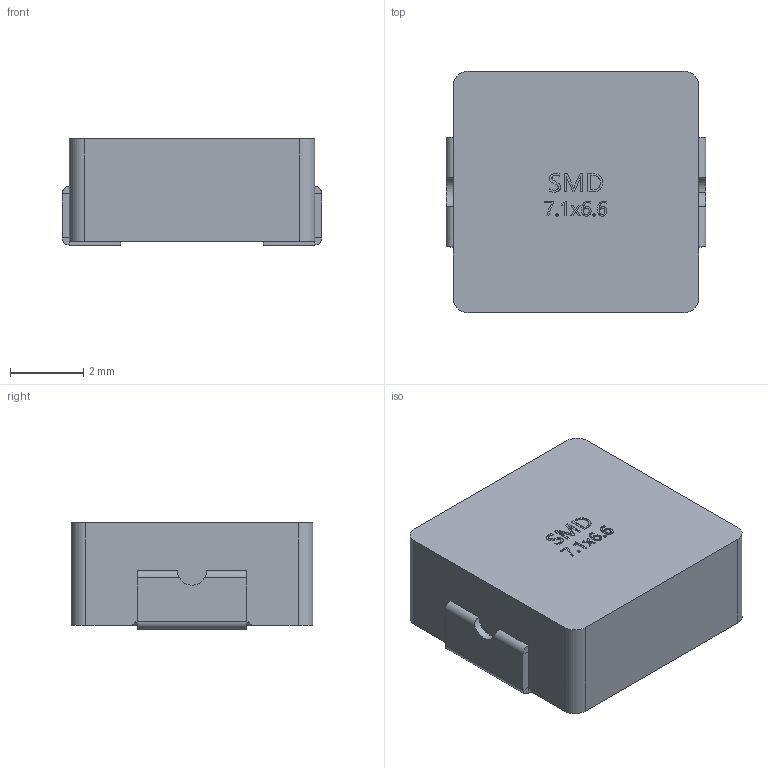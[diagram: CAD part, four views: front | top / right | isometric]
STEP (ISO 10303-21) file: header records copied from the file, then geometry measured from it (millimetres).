
FILE_DESCRIPTION (( 'STEP AP214' ), '1' );
FILE_NAME ('IND-SMD_L7.1-W6.6-H2.8.step', '2022-07-09T00:48:51', ( '' ), ( '' ), 'SwSTEP 2.0', 'SolidWorks 2020', '' );
FILE_SCHEMA (( 'AUTOMOTIVE_DESIGN' ));
Length unit declared in the file: millimetre
Products named in the file (1): IND-SMD_L7.1-W6.6-H2.8
Bounding box: 7.1 x 6.6 x 2.9 mm (x, y, z)
Volume: 125.8 mm3; surface area: 167.4 mm2
Topology: 1 solids, 1 shells, 458 faces, 1231 edges, 814 vertices
Faces by surface type: plane 272, bspline 173, cylinder 13
Entity records: 23399 total; most frequent: CARTESIAN_POINT 8041, ORIENTED_EDGE 2462, DIRECTION 1471, EDGE_CURVE 1231, VECTOR 855, LINE 855, VERTEX_POINT 814, EDGE_LOOP 497
